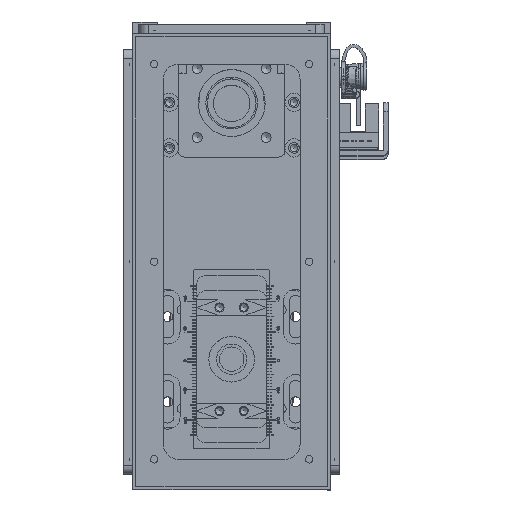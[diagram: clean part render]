
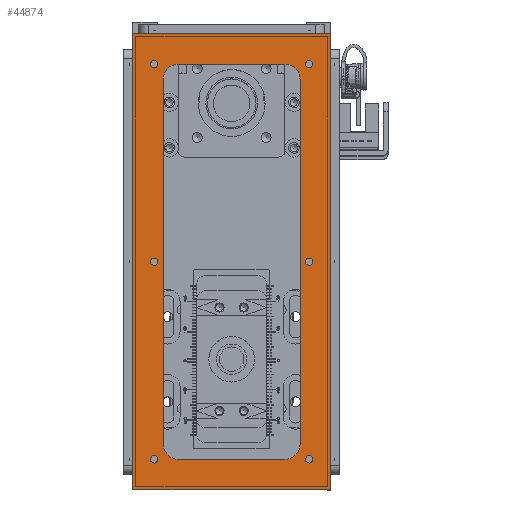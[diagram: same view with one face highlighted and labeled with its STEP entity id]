
A CAD part, top view. The second image highlights one B-rep face of the part: STEP entity #44874.
In plain terms, the highlighted planar face has unit normal (0, 0, 1).
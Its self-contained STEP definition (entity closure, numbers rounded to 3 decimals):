
#1509=FACE_BOUND('',#8654,.T.);
#1510=FACE_BOUND('',#8655,.T.);
#1511=FACE_BOUND('',#8656,.T.);
#1512=FACE_BOUND('',#8657,.T.);
#1513=FACE_BOUND('',#8658,.T.);
#1514=FACE_BOUND('',#8659,.T.);
#1515=FACE_BOUND('',#8660,.T.);
#3070=PLANE('',#48787);
#5903=FACE_OUTER_BOUND('',#8653,.T.);
#8653=EDGE_LOOP('',(#42359,#42360,#42361,#42362));
#8654=EDGE_LOOP('',(#42363));
#8655=EDGE_LOOP('',(#42364));
#8656=EDGE_LOOP('',(#42365));
#8657=EDGE_LOOP('',(#42366));
#8658=EDGE_LOOP('',(#42367));
#8659=EDGE_LOOP('',(#42368));
#8660=EDGE_LOOP('',(#42369,#42370,#42371,#42372,#42373,#42374,#42375,#42376));
#13342=LINE('',#75185,#18151);
#13348=LINE('',#75200,#18157);
#13352=LINE('',#75212,#18161);
#13355=LINE('',#75221,#18164);
#13464=LINE('',#75586,#18273);
#13468=LINE('',#75594,#18277);
#13471=LINE('',#75600,#18280);
#13474=LINE('',#75605,#18283);
#18151=VECTOR('',#60258,10.);
#18157=VECTOR('',#60272,10.);
#18161=VECTOR('',#60284,10.);
#18164=VECTOR('',#60295,10.);
#18273=VECTOR('',#60672,10.);
#18277=VECTOR('',#60678,10.);
#18280=VECTOR('',#60683,10.);
#18283=VECTOR('',#60688,10.);
#19434=CIRCLE('',#48634,5.);
#19436=CIRCLE('',#48638,5.);
#19438=CIRCLE('',#48642,5.);
#19440=CIRCLE('',#48646,5.);
#19454=CIRCLE('',#48668,1.23);
#19456=CIRCLE('',#48671,1.23);
#19458=CIRCLE('',#48674,1.23);
#19460=CIRCLE('',#48677,1.23);
#19462=CIRCLE('',#48680,1.23);
#19464=CIRCLE('',#48683,1.23);
#23515=VERTEX_POINT('',#75175);
#23516=VERTEX_POINT('',#75176);
#23519=VERTEX_POINT('',#75184);
#23521=VERTEX_POINT('',#75190);
#23522=VERTEX_POINT('',#75191);
#23525=VERTEX_POINT('',#75202);
#23526=VERTEX_POINT('',#75203);
#23529=VERTEX_POINT('',#75214);
#23543=VERTEX_POINT('',#75259);
#23545=VERTEX_POINT('',#75265);
#23547=VERTEX_POINT('',#75271);
#23549=VERTEX_POINT('',#75277);
#23551=VERTEX_POINT('',#75283);
#23553=VERTEX_POINT('',#75289);
#23651=VERTEX_POINT('',#75584);
#23652=VERTEX_POINT('',#75585);
#23655=VERTEX_POINT('',#75593);
#23657=VERTEX_POINT('',#75599);
#29687=EDGE_CURVE('',#23515,#23516,#19434,.T.);
#29691=EDGE_CURVE('',#23519,#23516,#13342,.T.);
#29694=EDGE_CURVE('',#23521,#23522,#19436,.T.);
#29699=EDGE_CURVE('',#23515,#23522,#13348,.T.);
#29700=EDGE_CURVE('',#23525,#23526,#19438,.T.);
#29705=EDGE_CURVE('',#23521,#23526,#13352,.T.);
#29706=EDGE_CURVE('',#23519,#23529,#19440,.T.);
#29710=EDGE_CURVE('',#23525,#23529,#13355,.T.);
#29729=EDGE_CURVE('',#23543,#23543,#19454,.T.);
#29732=EDGE_CURVE('',#23545,#23545,#19456,.T.);
#29735=EDGE_CURVE('',#23547,#23547,#19458,.T.);
#29738=EDGE_CURVE('',#23549,#23549,#19460,.T.);
#29741=EDGE_CURVE('',#23551,#23551,#19462,.T.);
#29744=EDGE_CURVE('',#23553,#23553,#19464,.T.);
#29891=EDGE_CURVE('',#23651,#23652,#13464,.T.);
#29895=EDGE_CURVE('',#23655,#23651,#13468,.T.);
#29898=EDGE_CURVE('',#23657,#23655,#13471,.T.);
#29901=EDGE_CURVE('',#23652,#23657,#13474,.T.);
#42359=ORIENTED_EDGE('',*,*,#29901,.F.);
#42360=ORIENTED_EDGE('',*,*,#29891,.F.);
#42361=ORIENTED_EDGE('',*,*,#29895,.F.);
#42362=ORIENTED_EDGE('',*,*,#29898,.F.);
#42363=ORIENTED_EDGE('',*,*,#29729,.T.);
#42364=ORIENTED_EDGE('',*,*,#29732,.T.);
#42365=ORIENTED_EDGE('',*,*,#29735,.T.);
#42366=ORIENTED_EDGE('',*,*,#29738,.T.);
#42367=ORIENTED_EDGE('',*,*,#29741,.T.);
#42368=ORIENTED_EDGE('',*,*,#29744,.T.);
#42369=ORIENTED_EDGE('',*,*,#29691,.T.);
#42370=ORIENTED_EDGE('',*,*,#29687,.F.);
#42371=ORIENTED_EDGE('',*,*,#29699,.T.);
#42372=ORIENTED_EDGE('',*,*,#29694,.F.);
#42373=ORIENTED_EDGE('',*,*,#29705,.T.);
#42374=ORIENTED_EDGE('',*,*,#29700,.F.);
#42375=ORIENTED_EDGE('',*,*,#29710,.T.);
#42376=ORIENTED_EDGE('',*,*,#29706,.F.);
#44874=ADVANCED_FACE('',(#5903,#1509,#1510,#1511,#1512,#1513,#1514,#1515),
#3070,.T.);
#48634=AXIS2_PLACEMENT_3D('',#75177,#60250,#60251);
#48638=AXIS2_PLACEMENT_3D('',#75192,#60263,#60264);
#48642=AXIS2_PLACEMENT_3D('',#75204,#60275,#60276);
#48646=AXIS2_PLACEMENT_3D('',#75215,#60287,#60288);
#48668=AXIS2_PLACEMENT_3D('',#75260,#60340,#60341);
#48671=AXIS2_PLACEMENT_3D('',#75266,#60347,#60348);
#48674=AXIS2_PLACEMENT_3D('',#75272,#60354,#60355);
#48677=AXIS2_PLACEMENT_3D('',#75278,#60361,#60362);
#48680=AXIS2_PLACEMENT_3D('',#75284,#60368,#60369);
#48683=AXIS2_PLACEMENT_3D('',#75290,#60375,#60376);
#48787=AXIS2_PLACEMENT_3D('',#75608,#60692,#60693);
#60250=DIRECTION('center_axis',(0.,0.,1.));
#60251=DIRECTION('ref_axis',(0.707,0.707,0.));
#60258=DIRECTION('',(1.,0.,0.));
#60263=DIRECTION('center_axis',(0.,0.,1.));
#60264=DIRECTION('ref_axis',(0.707,-0.707,0.));
#60272=DIRECTION('',(0.,-1.,0.));
#60275=DIRECTION('center_axis',(0.,0.,1.));
#60276=DIRECTION('ref_axis',(-0.707,-0.707,0.));
#60284=DIRECTION('',(-1.,0.,0.));
#60287=DIRECTION('center_axis',(0.,0.,1.));
#60288=DIRECTION('ref_axis',(-0.707,0.707,0.));
#60295=DIRECTION('',(0.,1.,0.));
#60340=DIRECTION('center_axis',(0.,0.,-1.));
#60341=DIRECTION('ref_axis',(1.,0.,0.));
#60347=DIRECTION('center_axis',(0.,0.,-1.));
#60348=DIRECTION('ref_axis',(1.,0.,0.));
#60354=DIRECTION('center_axis',(0.,0.,-1.));
#60355=DIRECTION('ref_axis',(1.,0.,0.));
#60361=DIRECTION('center_axis',(0.,0.,-1.));
#60362=DIRECTION('ref_axis',(1.,0.,0.));
#60368=DIRECTION('center_axis',(0.,0.,-1.));
#60369=DIRECTION('ref_axis',(1.,0.,0.));
#60375=DIRECTION('center_axis',(0.,0.,-1.));
#60376=DIRECTION('ref_axis',(1.,0.,0.));
#60672=DIRECTION('',(0.,1.,0.));
#60678=DIRECTION('',(-1.,0.,0.));
#60683=DIRECTION('',(0.,-1.,0.));
#60688=DIRECTION('',(1.,0.,0.));
#60692=DIRECTION('center_axis',(0.,0.,1.));
#60693=DIRECTION('ref_axis',(1.,0.,0.));
#75175=CARTESIAN_POINT('',(65.,17.5,0.));
#75176=CARTESIAN_POINT('',(60.,22.5,0.));
#75177=CARTESIAN_POINT('Origin',(60.,17.5,0.));
#75184=CARTESIAN_POINT('',(-60.,22.5,0.));
#75185=CARTESIAN_POINT('',(-32.5,22.5,0.));
#75190=CARTESIAN_POINT('',(60.,-22.5,0.));
#75191=CARTESIAN_POINT('',(65.,-17.5,0.));
#75192=CARTESIAN_POINT('Origin',(60.,-17.5,0.));
#75200=CARTESIAN_POINT('',(65.,11.25,0.));
#75202=CARTESIAN_POINT('',(-65.,-17.5,0.));
#75203=CARTESIAN_POINT('',(-60.,-22.5,0.));
#75204=CARTESIAN_POINT('Origin',(-60.,-17.5,0.));
#75212=CARTESIAN_POINT('',(32.5,-22.5,0.));
#75214=CARTESIAN_POINT('',(-65.,17.5,0.));
#75215=CARTESIAN_POINT('Origin',(-60.,17.5,0.));
#75221=CARTESIAN_POINT('',(-65.,-11.25,0.));
#75259=CARTESIAN_POINT('',(-1.23,25.5,0.));
#75260=CARTESIAN_POINT('Origin',(0.,25.5,0.));
#75265=CARTESIAN_POINT('',(63.771,-25.5,0.));
#75266=CARTESIAN_POINT('Origin',(65.,-25.5,0.));
#75271=CARTESIAN_POINT('',(-66.23,25.5,0.));
#75272=CARTESIAN_POINT('Origin',(-65.,25.5,0.));
#75277=CARTESIAN_POINT('',(-66.23,-25.5,0.));
#75278=CARTESIAN_POINT('Origin',(-65.,-25.5,0.));
#75283=CARTESIAN_POINT('',(63.771,25.5,0.));
#75284=CARTESIAN_POINT('Origin',(65.,25.5,0.));
#75289=CARTESIAN_POINT('',(-1.23,-25.5,0.));
#75290=CARTESIAN_POINT('Origin',(0.,-25.5,0.));
#75584=CARTESIAN_POINT('',(-75.,-32.5,0.));
#75585=CARTESIAN_POINT('',(-75.,32.5,0.));
#75586=CARTESIAN_POINT('',(-75.,-32.5,0.));
#75593=CARTESIAN_POINT('',(75.,-32.5,0.));
#75594=CARTESIAN_POINT('',(75.,-32.5,0.));
#75599=CARTESIAN_POINT('',(75.,32.5,0.));
#75600=CARTESIAN_POINT('',(75.,32.5,0.));
#75605=CARTESIAN_POINT('',(-75.,32.5,0.));
#75608=CARTESIAN_POINT('Origin',(0.,0.,0.));
